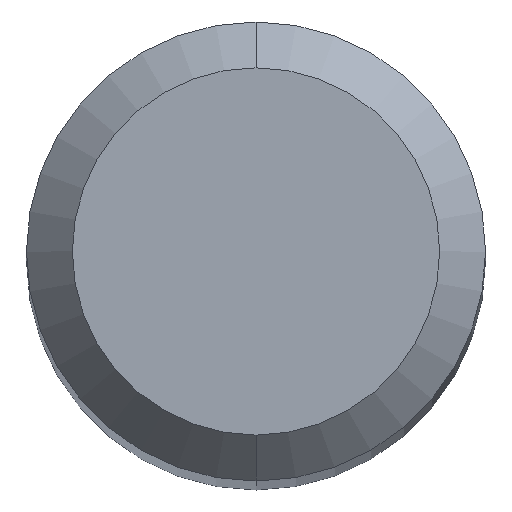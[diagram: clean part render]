
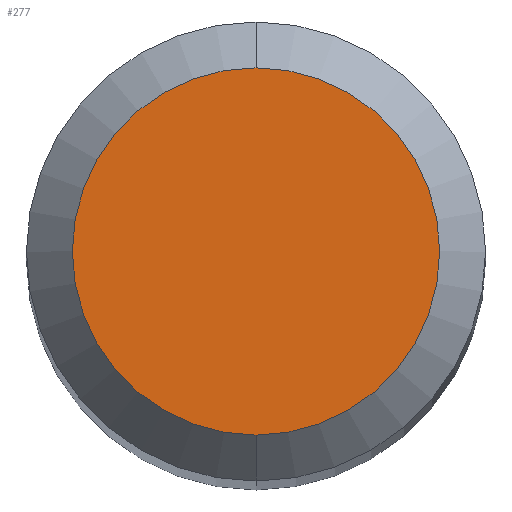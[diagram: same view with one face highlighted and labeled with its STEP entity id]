
A CAD part, top view. The second image highlights one B-rep face of the part: STEP entity #277.
In plain terms, the highlighted planar face has unit normal (0, 0, 1).
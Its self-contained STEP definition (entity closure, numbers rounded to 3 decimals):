
#175=VERTEX_POINT('',#467);
#261=EDGE_CURVE('',#175,#357,#565,.T.);
#277=ADVANCED_FACE('',(#582),#583,.T.);
#357=VERTEX_POINT('',#670);
#393=EDGE_CURVE('',#357,#175,#709,.T.);
#467=CARTESIAN_POINT('',(0.,-1.2,32.675));
#565=CIRCLE('',#996,1.2);
#582=FACE_OUTER_BOUND('',#1016,.T.);
#583=PLANE('',#1017);
#670=CARTESIAN_POINT('',(0.0,1.2,32.675));
#709=CIRCLE('',#1341,1.2);
#996=AXIS2_PLACEMENT_3D('',#1579,#1580,#1581);
#1016=EDGE_LOOP('',(#1595,#1596));
#1017=AXIS2_PLACEMENT_3D('',#1597,#1598,#1599);
#1341=AXIS2_PLACEMENT_3D('',#1718,#1719,#1720);
#1579=CARTESIAN_POINT('',(0.0,0.0,32.675));
#1580=DIRECTION('',(0.0,0.0,-1.0));
#1581=DIRECTION('',(0.0,1.0,0.0));
#1595=ORIENTED_EDGE('',*,*,#393,.F.);
#1596=ORIENTED_EDGE('',*,*,#261,.F.);
#1597=CARTESIAN_POINT('',(0.0,0.6,32.675));
#1598=DIRECTION('',(-0.0,0.0,1.0));
#1599=DIRECTION('',(0.0,-1.0,0.0));
#1718=CARTESIAN_POINT('',(0.0,0.0,32.675));
#1719=DIRECTION('',(0.0,0.0,-1.0));
#1720=DIRECTION('',(0.0,1.0,0.0));
